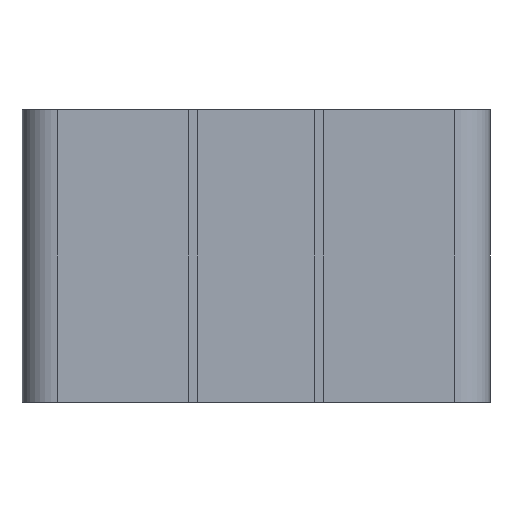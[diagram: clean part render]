
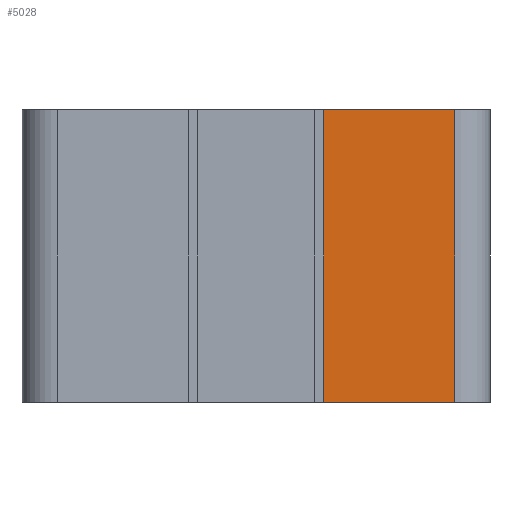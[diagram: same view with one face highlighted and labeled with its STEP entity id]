
A CAD part, front view. The second image highlights one B-rep face of the part: STEP entity #5028.
In plain terms, the highlighted planar face has unit normal (0, -1, 0).
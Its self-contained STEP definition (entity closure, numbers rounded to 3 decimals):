
#4970=CARTESIAN_POINT('',(17.,-60.108,25.0));
#4971=VERTEX_POINT('',#4970);
#4979=CARTESIAN_POINT('',(17.,-60.108,0.0));
#4980=VERTEX_POINT('',#4979);
#4981=CARTESIAN_POINT('',(17.,-60.108,0.0));
#4982=DIRECTION('',(0.0,0.0,1.0));
#4983=VECTOR('',#4982,25.0);
#4984=LINE('',#4981,#4983);
#4985=EDGE_CURVE('',#4980,#4971,#4984,.T.);
#4998=CARTESIAN_POINT('',(17.,-60.108,0.0));
#4999=DIRECTION('',(0.0,-1.0,0.0));
#5000=DIRECTION('',(0.0,0.0,-1.0));
#5001=AXIS2_PLACEMENT_3D('',#4998,#4999,#5000);
#5002=PLANE('',#5001);
#5003=CARTESIAN_POINT('',(5.8,-60.108,25.0));
#5004=VERTEX_POINT('',#5003);
#5005=CARTESIAN_POINT('',(17.,-60.108,25.0));
#5006=DIRECTION('',(-1.0,0.0,0.0));
#5007=VECTOR('',#5006,11.2);
#5008=LINE('',#5005,#5007);
#5009=EDGE_CURVE('',#4971,#5004,#5008,.T.);
#5010=ORIENTED_EDGE('',*,*,#5009,.T.);
#5011=CARTESIAN_POINT('',(5.8,-60.108,0.0));
#5012=VERTEX_POINT('',#5011);
#5013=CARTESIAN_POINT('',(5.8,-60.108,0.0));
#5014=DIRECTION('',(0.0,0.0,1.0));
#5015=VECTOR('',#5014,25.0);
#5016=LINE('',#5013,#5015);
#5017=EDGE_CURVE('',#5012,#5004,#5016,.T.);
#5018=ORIENTED_EDGE('',*,*,#5017,.F.);
#5019=CARTESIAN_POINT('',(17.,-60.108,0.0));
#5020=DIRECTION('',(-1.0,0.0,0.0));
#5021=VECTOR('',#5020,11.2);
#5022=LINE('',#5019,#5021);
#5023=EDGE_CURVE('',#4980,#5012,#5022,.T.);
#5024=ORIENTED_EDGE('',*,*,#5023,.F.);
#5025=ORIENTED_EDGE('',*,*,#4985,.T.);
#5026=EDGE_LOOP('',(#5010,#5018,#5024,#5025));
#5027=FACE_OUTER_BOUND('',#5026,.T.);
#5028=ADVANCED_FACE('',(#5027),#5002,.T.);
